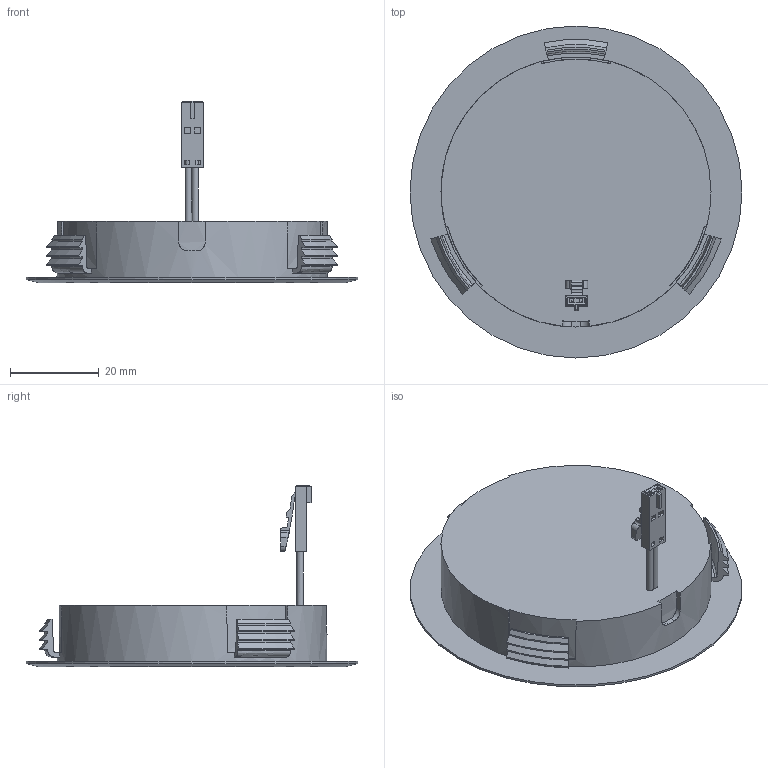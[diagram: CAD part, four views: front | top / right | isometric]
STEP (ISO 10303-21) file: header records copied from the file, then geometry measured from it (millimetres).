
FILE_DESCRIPTION(/* description */ (''),/* implementation_level */ '2;1');
FILE_NAME(/* name */ '1361299-DECORING-75_sldprt.stp',/* time_stamp */ '2019-06-03T10:44:33+02:00',/* author */ (''),/* organization */ (''),/* preprocessor_version */ 'ST-DEVELOPER v16.7',/* originating_system */ 'SIEMENS PLM Software NX 12.0',/* authorisation */ '');
FILE_SCHEMA (('AUTOMOTIVE_DESIGN { 1 0 10303 214 3 1 1 1 }'));
Length unit declared in the file: millimetre
Products named in the file (1): p.sc2314416Cicu3
Bounding box: 75 x 75 x 41 mm (x, y, z)
Volume: 40307.5 mm3; surface area: 13394 mm2
Topology: 1 solids, 1 shells, 207 faces, 565 edges, 373 vertices
Faces by surface type: plane 129, cylinder 52, cone 20, revolution 6
Full cylindrical faces by diameter (mm): 1.5 x2, 11 x12, 61 x1, 75 x1
Entity records: 7462 total; most frequent: CARTESIAN_POINT 1603, ORIENTED_EDGE 1086, DIRECTION 1035, EDGE_CURVE 543, VERTEX_POINT 369, AXIS2_PLACEMENT_3D 347, LINE 335, VECTOR 335
